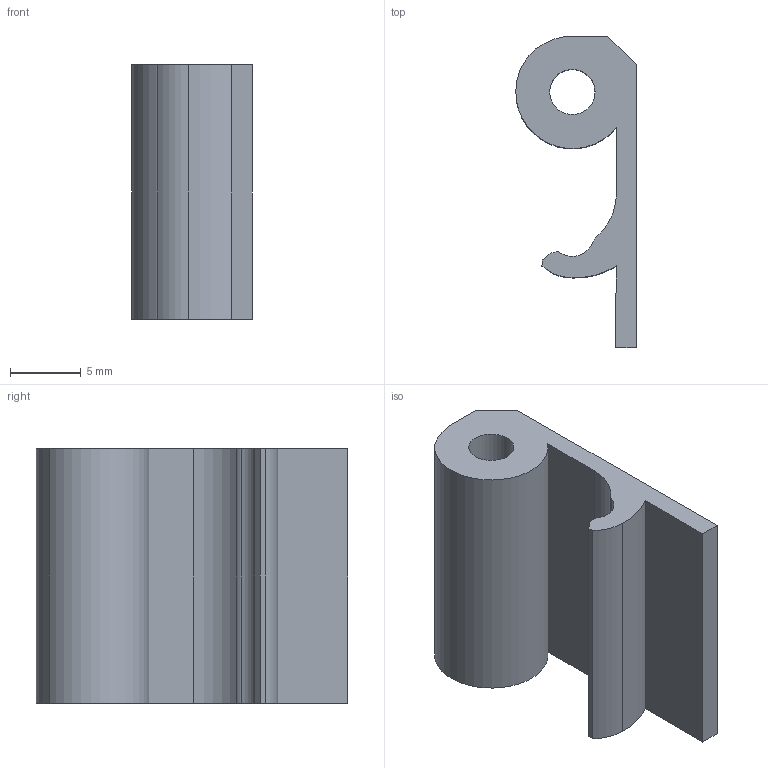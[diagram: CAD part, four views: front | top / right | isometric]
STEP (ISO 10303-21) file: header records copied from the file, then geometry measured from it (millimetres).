
FILE_DESCRIPTION(/* description */ ('Защелка'),/* implementation_level */ '2;1');
FILE_NAME(/* name */ 'UNIT_Latch.step',/* time_stamp */ '2025-09-24T19:42:11+03:00',/* author */ ('pavlu'),/* organization */ (''),/* preprocessor_version */ 'ST-DEVELOPER v19.2',/* originating_system */ 'Autodesk Inventor 2024',/* authorisation */ '');
FILE_SCHEMA (('AUTOMOTIVE_DESIGN { 1 0 10303 214 3 1 1 }'));
Length unit declared in the file: millimetre
Products named in the file (1): Защелка
Bounding box: 8.5 x 22 x 18 mm (x, y, z)
Volume: 1439.9 mm3; surface area: 1557 mm2
Topology: 1 solids, 1 shells, 20 faces, 54 edges, 36 vertices
Faces by surface type: plane 11, cylinder 8, bspline 1
Full cylindrical faces by diameter (mm): 3.2 x1
Entity records: 684 total; most frequent: CARTESIAN_POINT 116, DIRECTION 112, ORIENTED_EDGE 108, EDGE_CURVE 54, AXIS2_PLACEMENT_3D 38, LINE 36, VECTOR 36, VERTEX_POINT 36
